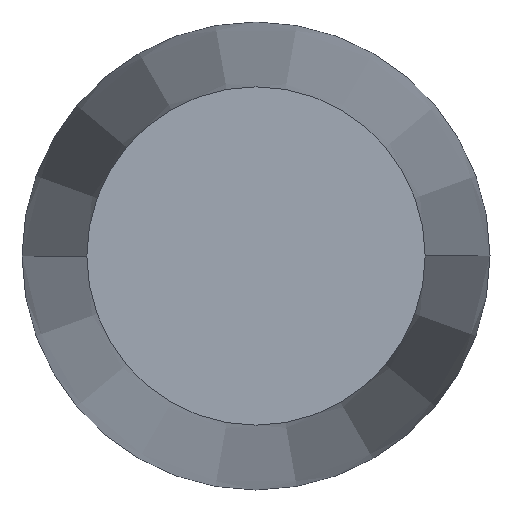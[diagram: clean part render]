
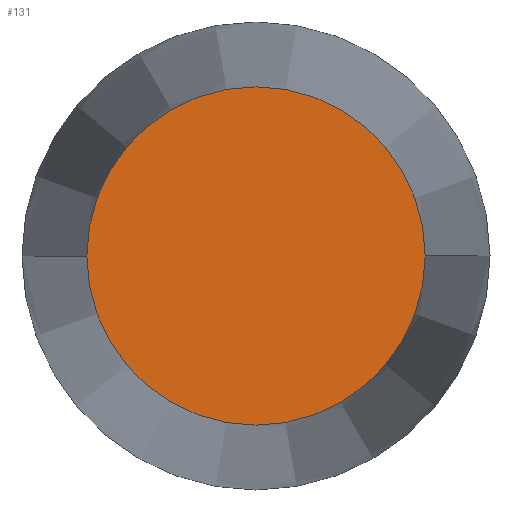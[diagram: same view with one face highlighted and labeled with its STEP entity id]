
A CAD part, front view. The second image highlights one B-rep face of the part: STEP entity #131.
In plain terms, the highlighted planar face has unit normal (0, -1, 0).
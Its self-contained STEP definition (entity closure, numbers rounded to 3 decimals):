
#8 = EDGE_LOOP ( 'NONE', ( #43, #26 ) ) ;
#12 = AXIS2_PLACEMENT_3D ( 'NONE', #86, #21, #110 ) ;
#21 = DIRECTION ( 'NONE',  ( 0., -1., 0. ) ) ;
#26 = ORIENTED_EDGE ( 'NONE', *, *, #101, .T. ) ;
#29 = DIRECTION ( 'NONE',  ( 0., -1., 0. ) ) ;
#31 = CARTESIAN_POINT ( 'NONE',  ( 0.75, -5., 0. ) ) ;
#43 = ORIENTED_EDGE ( 'NONE', *, *, #128, .T. ) ;
#46 = VERTEX_POINT ( 'NONE', #31 ) ;
#49 = DIRECTION ( 'NONE',  ( 1., 0., 0. ) ) ;
#64 = CIRCLE ( 'NONE', #12, 0.75 ) ;
#67 = CARTESIAN_POINT ( 'NONE',  ( -0.75, -5., 0. ) ) ;
#68 = CIRCLE ( 'NONE', #73, 0.75 ) ;
#70 = AXIS2_PLACEMENT_3D ( 'NONE', #115, #137, #49 ) ;
#73 = AXIS2_PLACEMENT_3D ( 'NONE', #97, #29, #83 ) ;
#83 = DIRECTION ( 'NONE',  ( 1., 0., 0. ) ) ;
#86 = CARTESIAN_POINT ( 'NONE',  ( 0., -5., 0. ) ) ;
#97 = CARTESIAN_POINT ( 'NONE',  ( 0., -5., 0. ) ) ;
#101 = EDGE_CURVE ( 'NONE', #46, #134, #64, .T. ) ;
#110 = DIRECTION ( 'NONE',  ( 1., 0., 0. ) ) ;
#115 = CARTESIAN_POINT ( 'NONE',  ( 0., -5., 0. ) ) ;
#116 = FACE_OUTER_BOUND ( 'NONE', #8, .T. ) ;
#128 = EDGE_CURVE ( 'NONE', #134, #46, #68, .T. ) ;
#131 = ADVANCED_FACE ( 'NONE', ( #116 ), #139, .T. ) ;
#134 = VERTEX_POINT ( 'NONE', #67 ) ;
#137 = DIRECTION ( 'NONE',  ( 0., -1., 0. ) ) ;
#139 = PLANE ( 'NONE',  #70 ) ;
